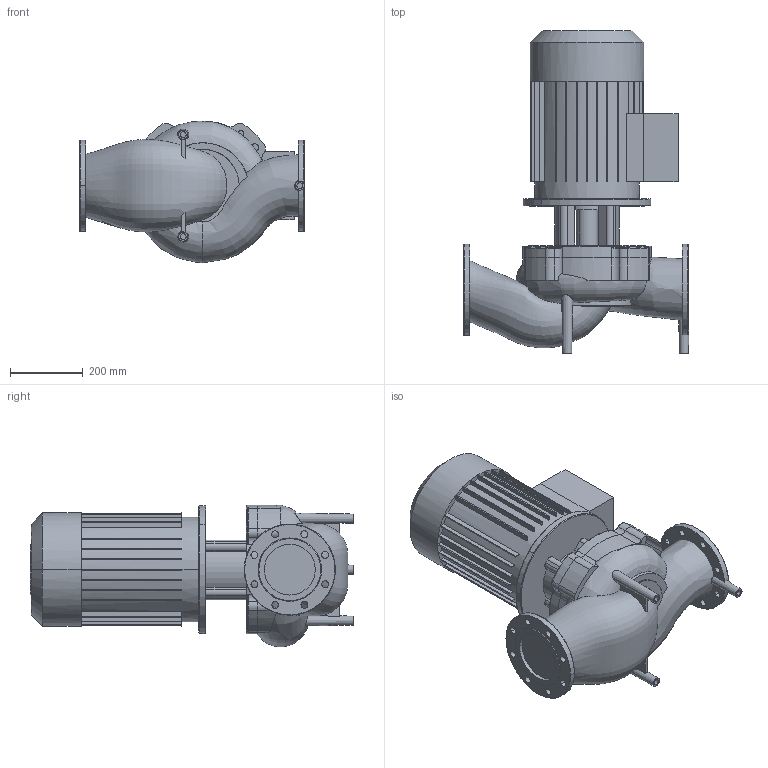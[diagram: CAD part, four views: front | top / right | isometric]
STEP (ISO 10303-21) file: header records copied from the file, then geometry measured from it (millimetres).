
FILE_DESCRIPTION((''),'2;1');
FILE_NAME('3d_IL125_220-7_5_4-2120799.stp','2016-05-24T12:05:27',(''),(''),'Mechanical Desktop 2009','Mechanical Desktop 2009',', , ');
FILE_SCHEMA(('CONFIG_CONTROL_DESIGN'));
Length unit declared in the file: millimetre
Products named in the file (1): Product
Bounding box: 620.08 x 886.72 x 388.94 mm (x, y, z)
Volume: 69562039.4 mm3; surface area: 2326898.3 mm2
Topology: 10 solids, 10 shells, 486 faces, 1307 edges, 845 vertices
Faces by surface type: cylinder 148, plane 145, bspline 134, torus 48, cone 11
Entity records: 27626 total; most frequent: CARTESIAN_POINT 15493, ORIENTED_EDGE 2594, DIRECTION 2459, EDGE_CURVE 1297, AXIS2_PLACEMENT_3D 957, VERTEX_POINT 845, CIRCLE 604, EDGE_LOOP 556
